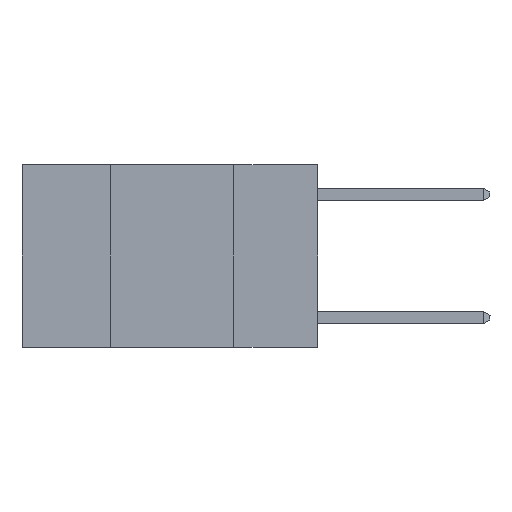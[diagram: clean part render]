
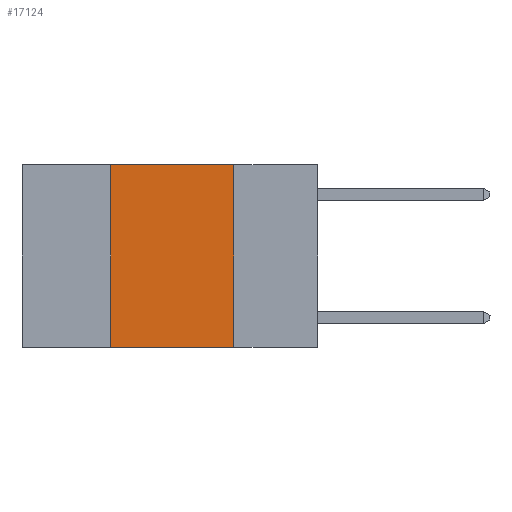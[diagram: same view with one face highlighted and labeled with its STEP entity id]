
A CAD part, left-side view. The second image highlights one B-rep face of the part: STEP entity #17124.
In plain terms, the highlighted planar face has unit normal (-1, 0, 0).
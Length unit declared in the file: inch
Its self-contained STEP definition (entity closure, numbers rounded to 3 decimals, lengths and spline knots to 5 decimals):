
#97 = DIRECTION ( 'NONE',  ( 0., 0., -1. ) ) ;
#264 = ORIENTED_EDGE ( 'NONE', *, *, #6149, .F. ) ;
#741 = ORIENTED_EDGE ( 'NONE', *, *, #4643, .T. ) ;
#1351 = EDGE_LOOP ( 'NONE', ( #3777, #264, #8194, #741 ) ) ;
#1631 = CARTESIAN_POINT ( 'NONE',  ( 0., 0.42, 0. ) ) ;
#3071 = VERTEX_POINT ( 'NONE', #8199 ) ;
#3199 = CARTESIAN_POINT ( 'NONE',  ( 0., 0.17, -0.37 ) ) ;
#3216 = VECTOR ( 'NONE', #18228, 39.37008 ) ;
#3685 = LINE ( 'NONE', #16811, #3216 ) ;
#3777 = ORIENTED_EDGE ( 'NONE', *, *, #7649, .F. ) ;
#4643 = EDGE_CURVE ( 'NONE', #12876, #12548, #18142, .T. ) ;
#5299 = FACE_OUTER_BOUND ( 'NONE', #1351, .T. ) ;
#5622 = EDGE_CURVE ( 'NONE', #12876, #3071, #17651, .T. ) ;
#6149 = EDGE_CURVE ( 'NONE', #3071, #8871, #16762, .T. ) ;
#6572 = VECTOR ( 'NONE', #15378, 39.37008 ) ;
#7649 = EDGE_CURVE ( 'NONE', #8871, #12548, #3685, .T. ) ;
#8194 = ORIENTED_EDGE ( 'NONE', *, *, #5622, .F. ) ;
#8199 = CARTESIAN_POINT ( 'NONE',  ( 0., 0.42, 0. ) ) ;
#8871 = VERTEX_POINT ( 'NONE', #10784 ) ;
#9009 = DIRECTION ( 'NONE',  ( 1., 0., 0. ) ) ;
#9376 = CARTESIAN_POINT ( 'NONE',  ( 0., 0.42, -0.37 ) ) ;
#10006 = VECTOR ( 'NONE', #17671, 39.37008 ) ;
#10784 = CARTESIAN_POINT ( 'NONE',  ( 0., 0.17, 0. ) ) ;
#11592 = CARTESIAN_POINT ( 'NONE',  ( 0., 0.6, 0. ) ) ;
#12548 = VERTEX_POINT ( 'NONE', #3199 ) ;
#12876 = VERTEX_POINT ( 'NONE', #9376 ) ;
#13070 = DIRECTION ( 'NONE',  ( 0., -1., 0. ) ) ;
#13382 = CARTESIAN_POINT ( 'NONE',  ( 0., 0.6, 0. ) ) ;
#15378 = DIRECTION ( 'NONE',  ( 0., -1., 0. ) ) ;
#16319 = VECTOR ( 'NONE', #13070, 39.37008 ) ;
#16762 = LINE ( 'NONE', #11592, #16319 ) ;
#16793 = CARTESIAN_POINT ( 'NONE',  ( 0., 0.6, -0.37 ) ) ;
#16811 = CARTESIAN_POINT ( 'NONE',  ( 0., 0.17, 0. ) ) ;
#16828 = AXIS2_PLACEMENT_3D ( 'NONE', #13382, #9009, #97 ) ;
#17124 = ADVANCED_FACE ( 'NONE', ( #5299 ), #17652, .F. ) ;
#17651 = LINE ( 'NONE', #1631, #10006 ) ;
#17652 = PLANE ( 'NONE',  #16828 ) ;
#17671 = DIRECTION ( 'NONE',  ( 0., 0., 1. ) ) ;
#18142 = LINE ( 'NONE', #16793, #6572 ) ;
#18228 = DIRECTION ( 'NONE',  ( 0., 0., -1. ) ) ;
